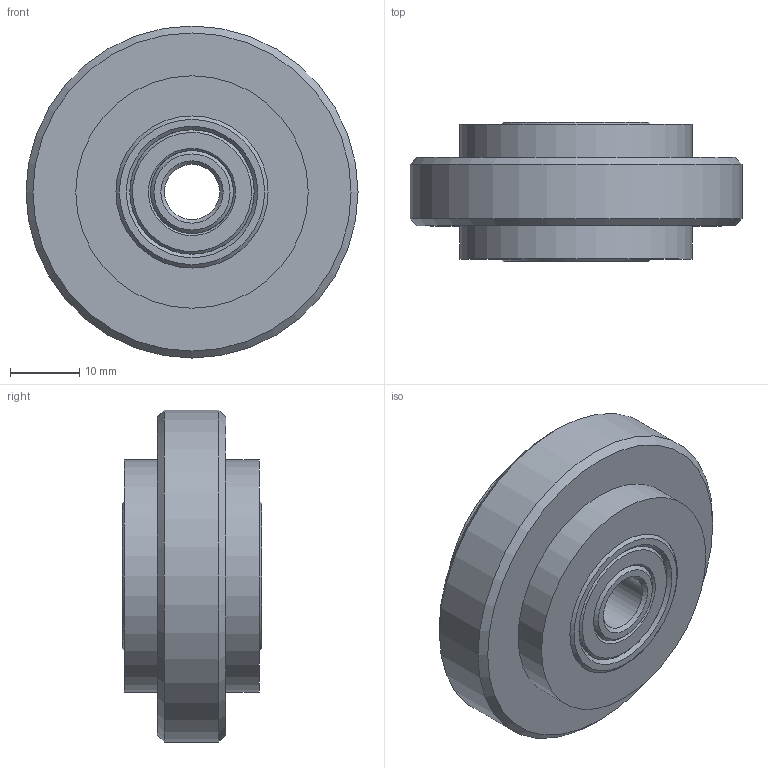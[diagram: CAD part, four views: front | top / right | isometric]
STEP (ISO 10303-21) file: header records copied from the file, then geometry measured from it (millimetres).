
FILE_DESCRIPTION(/* description */ ('KriTec Rolle 10 PA Ø 47'),/* implementation_level */ '2;1');
FILE_NAME(/* name */ '81602_KriTec_Rolle_10_PA_D_47.stp',/* time_stamp */ '2021-05-20T16:14:43+02:00',/* author */ ('Nell'),/* organization */ (''),/* preprocessor_version */ 'ST-DEVELOPER v17',/* originating_system */ 'Autodesk Inventor 2018',/* authorisation */ '');
FILE_SCHEMA (('AUTOMOTIVE_DESIGN { 1 0 10303 214 3 1 1 }'));
Length unit declared in the file: millimetre
Products named in the file (8): 81602; 81602_1; 81602_2; 81602_3; 81602_5; 81602_4; 81602_6; 81602_7
Assembly tree (10 placements, depth 3):
  81602
    81602_1
    81602_2
    81602_3  x2
      81602_5
      81602_4
      81602_6
      81602_7
Bounding box: 48 x 20.1 x 48 mm (x, y, z)
Volume: 23254.4 mm3; surface area: 12252.7 mm2
Topology: 14 solids, 14 shells, 90 faces, 244 edges, 178 vertices
Faces by surface type: cone 30, cylinder 28, plane 24, torus 4, sphere 4
Full cylindrical faces by diameter (mm): 8 x2, 8.1 x1, 12 x9, 13 x1, 18 x8, 22 x4, 33.6 x2, 48 x1
Entity records: 1972 total; most frequent: DIRECTION 364, CARTESIAN_POINT 295, ORIENTED_EDGE 260, AXIS2_PLACEMENT_3D 166, EDGE_CURVE 130, CIRCLE 98, VERTEX_POINT 97, EDGE_LOOP 63
